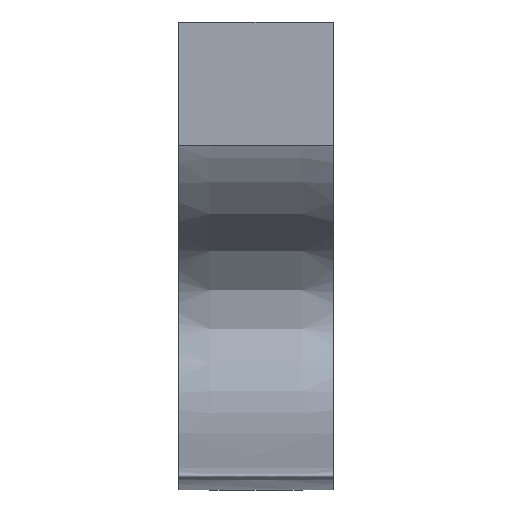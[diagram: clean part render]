
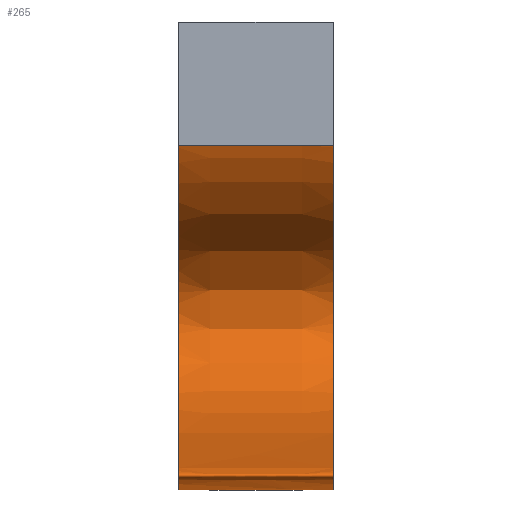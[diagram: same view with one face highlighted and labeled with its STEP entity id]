
A CAD part, front view. The second image highlights one B-rep face of the part: STEP entity #265.
In plain terms, the highlighted face is a extrusion surface.
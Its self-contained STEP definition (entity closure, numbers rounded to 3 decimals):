
#32 = PLANE('',#33);
#33 = AXIS2_PLACEMENT_3D('',#34,#35,#36);
#34 = CARTESIAN_POINT('',(-2.5,3.,3.));
#35 = DIRECTION('',(0.,0.,1.));
#36 = DIRECTION('',(0.,1.,0.));
#57 = VERTEX_POINT('',#58);
#58 = CARTESIAN_POINT('',(2.5,4.5,3.));
#72 = PLANE('',#73);
#73 = AXIS2_PLACEMENT_3D('',#74,#75,#76);
#74 = CARTESIAN_POINT('',(2.5,16.362,-0.633));
#75 = DIRECTION('',(1.,0.,0.));
#76 = DIRECTION('',(0.,0.,1.));
#84 = EDGE_CURVE('',#85,#57,#87,.T.);
#85 = VERTEX_POINT('',#86);
#86 = CARTESIAN_POINT('',(-2.5,4.5,3.));
#87 = SURFACE_CURVE('',#88,(#92,#99),.PCURVE_S1.);
#88 = LINE('',#89,#90);
#89 = CARTESIAN_POINT('',(-2.5,4.5,3.));
#90 = VECTOR('',#91,1.);
#91 = DIRECTION('',(1.,0.,0.));
#92 = PCURVE('',#32,#93);
#93 = DEFINITIONAL_REPRESENTATION('',(#94),#98);
#94 = LINE('',#95,#96);
#95 = CARTESIAN_POINT('',(1.5,0.));
#96 = VECTOR('',#97,1.);
#97 = DIRECTION('',(0.,-1.));
#98 = ( GEOMETRIC_REPRESENTATION_CONTEXT(2) 
PARAMETRIC_REPRESENTATION_CONTEXT() REPRESENTATION_CONTEXT('2D SPACE',''
  ) );
#99 = PCURVE('',#100,#112);
#100 = SURFACE_OF_LINEAR_EXTRUSION('',#101,#110);
#101 = B_SPLINE_CURVE_WITH_KNOTS('',3,(#102,#103,#104,#105,#106,#107,
    #108,#109),.UNSPECIFIED.,.F.,.F.,(4,1,1,1,1,4),(0.,0.2,0.4,0.6,0.8,
    1.),.QUASI_UNIFORM_KNOTS.);
#102 = CARTESIAN_POINT('',(-2.5,4.5,5.));
#103 = CARTESIAN_POINT('',(-2.5,4.183,4.921));
#104 = CARTESIAN_POINT('',(-2.5,27.213,6.307));
#105 = CARTESIAN_POINT('',(-2.5,27.276,-9.564));
#106 = CARTESIAN_POINT('',(-2.5,4.171,-7.5));
#107 = CARTESIAN_POINT('',(-2.5,29.954,-6.415));
#108 = CARTESIAN_POINT('',(-2.5,21.698,3.733));
#109 = CARTESIAN_POINT('',(-2.5,4.5,3.));
#110 = VECTOR('',#111,1.);
#111 = DIRECTION('',(-1.,0.,0.));
#112 = DEFINITIONAL_REPRESENTATION('',(#113),#117);
#113 = LINE('',#114,#115);
#114 = CARTESIAN_POINT('',(1.,0.));
#115 = VECTOR('',#116,1.);
#116 = DIRECTION('',(0.,-1.));
#117 = ( GEOMETRIC_REPRESENTATION_CONTEXT(2) 
PARAMETRIC_REPRESENTATION_CONTEXT() REPRESENTATION_CONTEXT('2D SPACE',''
  ) );
#133 = PLANE('',#134);
#134 = AXIS2_PLACEMENT_3D('',#135,#136,#137);
#135 = CARTESIAN_POINT('',(-2.5,16.362,-0.633));
#136 = DIRECTION('',(1.,0.,0.));
#137 = DIRECTION('',(0.,0.,1.));
#265 = ADVANCED_FACE('',(#266),#100,.T.);
#266 = FACE_BOUND('',#267,.T.);
#267 = EDGE_LOOP('',(#268,#298,#329,#330));
#268 = ORIENTED_EDGE('',*,*,#269,.T.);
#269 = EDGE_CURVE('',#270,#272,#274,.T.);
#270 = VERTEX_POINT('',#271);
#271 = CARTESIAN_POINT('',(-2.5,4.5,5.));
#272 = VERTEX_POINT('',#273);
#273 = CARTESIAN_POINT('',(2.5,4.5,5.));
#274 = SURFACE_CURVE('',#275,(#279,#286),.PCURVE_S1.);
#275 = LINE('',#276,#277);
#276 = CARTESIAN_POINT('',(-2.5,4.5,5.));
#277 = VECTOR('',#278,1.);
#278 = DIRECTION('',(1.,0.,0.));
#279 = PCURVE('',#100,#280);
#280 = DEFINITIONAL_REPRESENTATION('',(#281),#285);
#281 = LINE('',#282,#283);
#282 = CARTESIAN_POINT('',(0.,0.));
#283 = VECTOR('',#284,1.);
#284 = DIRECTION('',(0.,-1.));
#285 = ( GEOMETRIC_REPRESENTATION_CONTEXT(2) 
PARAMETRIC_REPRESENTATION_CONTEXT() REPRESENTATION_CONTEXT('2D SPACE',''
  ) );
#286 = PCURVE('',#287,#292);
#287 = PLANE('',#288);
#288 = AXIS2_PLACEMENT_3D('',#289,#290,#291);
#289 = CARTESIAN_POINT('',(-2.5,3.,5.));
#290 = DIRECTION('',(0.,0.,1.));
#291 = DIRECTION('',(0.,1.,0.));
#292 = DEFINITIONAL_REPRESENTATION('',(#293),#297);
#293 = LINE('',#294,#295);
#294 = CARTESIAN_POINT('',(1.5,0.));
#295 = VECTOR('',#296,1.);
#296 = DIRECTION('',(0.,-1.));
#297 = ( GEOMETRIC_REPRESENTATION_CONTEXT(2) 
PARAMETRIC_REPRESENTATION_CONTEXT() REPRESENTATION_CONTEXT('2D SPACE',''
  ) );
#298 = ORIENTED_EDGE('',*,*,#299,.T.);
#299 = EDGE_CURVE('',#272,#57,#300,.T.);
#300 = SURFACE_CURVE('',#301,(#310,#317),.PCURVE_S1.);
#301 = B_SPLINE_CURVE_WITH_KNOTS('',3,(#302,#303,#304,#305,#306,#307,
    #308,#309),.UNSPECIFIED.,.F.,.F.,(4,1,1,1,1,4),(0.,0.2,0.4,0.6,0.8,
    1.),.QUASI_UNIFORM_KNOTS.);
#302 = CARTESIAN_POINT('',(2.5,4.5,5.));
#303 = CARTESIAN_POINT('',(2.5,4.183,4.921));
#304 = CARTESIAN_POINT('',(2.5,27.213,6.307));
#305 = CARTESIAN_POINT('',(2.5,27.276,-9.564));
#306 = CARTESIAN_POINT('',(2.5,4.171,-7.5));
#307 = CARTESIAN_POINT('',(2.5,29.954,-6.415));
#308 = CARTESIAN_POINT('',(2.5,21.698,3.733));
#309 = CARTESIAN_POINT('',(2.5,4.5,3.));
#310 = PCURVE('',#100,#311);
#311 = DEFINITIONAL_REPRESENTATION('',(#312),#316);
#312 = LINE('',#313,#314);
#313 = CARTESIAN_POINT('',(0.,-5.));
#314 = VECTOR('',#315,1.);
#315 = DIRECTION('',(1.,0.));
#316 = ( GEOMETRIC_REPRESENTATION_CONTEXT(2) 
PARAMETRIC_REPRESENTATION_CONTEXT() REPRESENTATION_CONTEXT('2D SPACE',''
  ) );
#317 = PCURVE('',#72,#318);
#318 = DEFINITIONAL_REPRESENTATION('',(#319),#328);
#319 = B_SPLINE_CURVE_WITH_KNOTS('',3,(#320,#321,#322,#323,#324,#325,
    #326,#327),.UNSPECIFIED.,.F.,.F.,(4,1,1,1,1,4),(0.,0.2,0.4,0.6,0.8,
    1.),.QUASI_UNIFORM_KNOTS.);
#320 = CARTESIAN_POINT('',(5.633,11.862));
#321 = CARTESIAN_POINT('',(5.555,12.179));
#322 = CARTESIAN_POINT('',(6.94,-10.851));
#323 = CARTESIAN_POINT('',(-8.93,-10.915));
#324 = CARTESIAN_POINT('',(-6.867,12.191));
#325 = CARTESIAN_POINT('',(-5.782,-13.592));
#326 = CARTESIAN_POINT('',(4.366,-5.336));
#327 = CARTESIAN_POINT('',(3.633,11.862));
#328 = ( GEOMETRIC_REPRESENTATION_CONTEXT(2) 
PARAMETRIC_REPRESENTATION_CONTEXT() REPRESENTATION_CONTEXT('2D SPACE',''
  ) );
#329 = ORIENTED_EDGE('',*,*,#84,.F.);
#330 = ORIENTED_EDGE('',*,*,#331,.F.);
#331 = EDGE_CURVE('',#270,#85,#332,.T.);
#332 = SURFACE_CURVE('',#333,(#342,#349),.PCURVE_S1.);
#333 = B_SPLINE_CURVE_WITH_KNOTS('',3,(#334,#335,#336,#337,#338,#339,
    #340,#341),.UNSPECIFIED.,.F.,.F.,(4,1,1,1,1,4),(0.,0.2,0.4,0.6,0.8,
    1.),.QUASI_UNIFORM_KNOTS.);
#334 = CARTESIAN_POINT('',(-2.5,4.5,5.));
#335 = CARTESIAN_POINT('',(-2.5,4.183,4.921));
#336 = CARTESIAN_POINT('',(-2.5,27.213,6.307));
#337 = CARTESIAN_POINT('',(-2.5,27.276,-9.564));
#338 = CARTESIAN_POINT('',(-2.5,4.171,-7.5));
#339 = CARTESIAN_POINT('',(-2.5,29.954,-6.415));
#340 = CARTESIAN_POINT('',(-2.5,21.698,3.733));
#341 = CARTESIAN_POINT('',(-2.5,4.5,3.));
#342 = PCURVE('',#100,#343);
#343 = DEFINITIONAL_REPRESENTATION('',(#344),#348);
#344 = LINE('',#345,#346);
#345 = CARTESIAN_POINT('',(0.,0.));
#346 = VECTOR('',#347,1.);
#347 = DIRECTION('',(1.,0.));
#348 = ( GEOMETRIC_REPRESENTATION_CONTEXT(2) 
PARAMETRIC_REPRESENTATION_CONTEXT() REPRESENTATION_CONTEXT('2D SPACE',''
  ) );
#349 = PCURVE('',#133,#350);
#350 = DEFINITIONAL_REPRESENTATION('',(#351),#360);
#351 = B_SPLINE_CURVE_WITH_KNOTS('',3,(#352,#353,#354,#355,#356,#357,
    #358,#359),.UNSPECIFIED.,.F.,.F.,(4,1,1,1,1,4),(0.,0.2,0.4,0.6,0.8,
    1.),.QUASI_UNIFORM_KNOTS.);
#352 = CARTESIAN_POINT('',(5.633,11.862));
#353 = CARTESIAN_POINT('',(5.555,12.179));
#354 = CARTESIAN_POINT('',(6.94,-10.851));
#355 = CARTESIAN_POINT('',(-8.93,-10.915));
#356 = CARTESIAN_POINT('',(-6.867,12.191));
#357 = CARTESIAN_POINT('',(-5.782,-13.592));
#358 = CARTESIAN_POINT('',(4.366,-5.336));
#359 = CARTESIAN_POINT('',(3.633,11.862));
#360 = ( GEOMETRIC_REPRESENTATION_CONTEXT(2) 
PARAMETRIC_REPRESENTATION_CONTEXT() REPRESENTATION_CONTEXT('2D SPACE',''
  ) );
